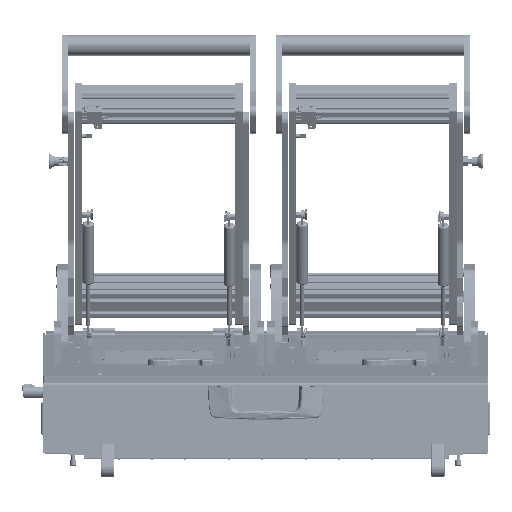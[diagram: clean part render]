
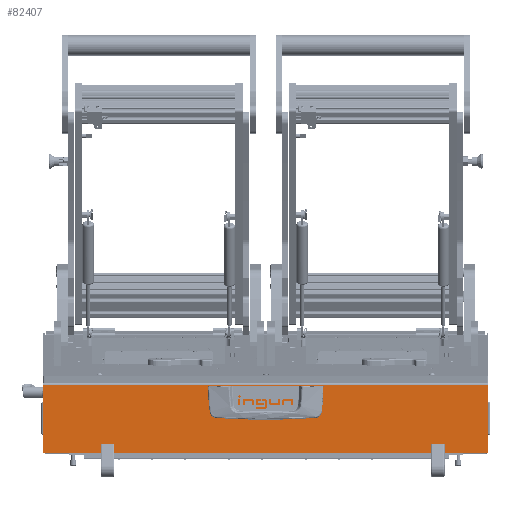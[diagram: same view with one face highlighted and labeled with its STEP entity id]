
A CAD part, top view. The second image highlights one B-rep face of the part: STEP entity #82407.
In plain terms, the highlighted face is planar.
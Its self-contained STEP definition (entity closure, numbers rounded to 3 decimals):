
#1532 = DIRECTION ( 'NONE',  ( -1., 0., 0. ) ) ;
#2417 = VERTEX_POINT ( 'NONE', #53058 ) ;
#7173 = VERTEX_POINT ( 'NONE', #83563 ) ;
#7333 = ORIENTED_EDGE ( 'NONE', *, *, #104010, .F. ) ;
#9253 = FACE_BOUND ( 'NONE', #101844, .T. ) ;
#11429 = CARTESIAN_POINT ( 'NONE',  ( -2., -2., 2. ) ) ;
#14660 = EDGE_CURVE ( 'NONE', #80039, #136907, #106934, .T. ) ;
#16761 = CARTESIAN_POINT ( 'NONE',  ( -2., 612., 93.86 ) ) ;
#18371 = DIRECTION ( 'NONE',  ( 0., 0., -1. ) ) ;
#20052 = DIRECTION ( 'NONE',  ( -1., 0., 0. ) ) ;
#25020 = LINE ( 'NONE', #16761, #54688 ) ;
#26339 = DIRECTION ( 'NONE',  ( 0., 1., 0. ) ) ;
#26829 = EDGE_CURVE ( 'NONE', #136907, #80039, #27603, .T. ) ;
#27603 = CIRCLE ( 'NONE', #43797, 3. ) ;
#31333 = DIRECTION ( 'NONE',  ( 0., 0., -1. ) ) ;
#33070 = EDGE_CURVE ( 'NONE', #2417, #96564, #80082, .T. ) ;
#34747 = AXIS2_PLACEMENT_3D ( 'NONE', #115414, #1532, #127000 ) ;
#37981 = EDGE_CURVE ( 'NONE', #62147, #96564, #70021, .T. ) ;
#38181 = EDGE_CURVE ( 'NONE', #122705, #55098, #64113, .T. ) ;
#38468 = VECTOR ( 'NONE', #31333, 1000. ) ;
#38515 = DIRECTION ( 'NONE',  ( 0., 1., 0. ) ) ;
#40269 = CIRCLE ( 'NONE', #111991, 3. ) ;
#43797 = AXIS2_PLACEMENT_3D ( 'NONE', #63571, #141014, #153744 ) ;
#45081 = CARTESIAN_POINT ( 'NONE',  ( -2., -4., 93.86 ) ) ;
#46722 = DIRECTION ( 'NONE',  ( 0., 1., 0. ) ) ;
#47240 = CARTESIAN_POINT ( 'NONE',  ( -2., 612., 2. ) ) ;
#53058 = CARTESIAN_POINT ( 'NONE',  ( -2., -2., 0. ) ) ;
#54688 = VECTOR ( 'NONE', #18371, 1000. ) ;
#55098 = VERTEX_POINT ( 'NONE', #125182 ) ;
#59094 = CARTESIAN_POINT ( 'NONE',  ( -2., 356., 73.7 ) ) ;
#59463 = CARTESIAN_POINT ( 'NONE',  ( -2., 362., 73.7 ) ) ;
#62147 = VERTEX_POINT ( 'NONE', #93012 ) ;
#63571 = CARTESIAN_POINT ( 'NONE',  ( -2., 359., 73.7 ) ) ;
#63660 = CARTESIAN_POINT ( 'NONE',  ( -2., -4., 2. ) ) ;
#64113 = CIRCLE ( 'NONE', #136903, 2. ) ;
#70021 = LINE ( 'NONE', #45081, #38468 ) ;
#71399 = DIRECTION ( 'NONE',  ( -1., 0., 0. ) ) ;
#72456 = ORIENTED_EDGE ( 'NONE', *, *, #104423, .F. ) ;
#72518 = PLANE ( 'NONE',  #148719 ) ;
#74911 = VECTOR ( 'NONE', #101097, 1000. ) ;
#76090 = VERTEX_POINT ( 'NONE', #132307 ) ;
#78394 = EDGE_LOOP ( 'NONE', ( #151291, #7333 ) ) ;
#80039 = VERTEX_POINT ( 'NONE', #59094 ) ;
#80082 = CIRCLE ( 'NONE', #155383, 2. ) ;
#82407 = ADVANCED_FACE ( 'NONE', ( #127871, #9253, #94248 ), #72518, .F. ) ;
#83563 = CARTESIAN_POINT ( 'NONE',  ( -2., 246., 73.7 ) ) ;
#83930 = EDGE_LOOP ( 'NONE', ( #72456, #147027, #132180, #100260, #145448, #147425 ) ) ;
#84821 = DIRECTION ( 'NONE',  ( -1., 0., 0. ) ) ;
#85803 = CARTESIAN_POINT ( 'NONE',  ( -2., -4., 93.86 ) ) ;
#86719 = CARTESIAN_POINT ( 'NONE',  ( -2., 612., 93.86 ) ) ;
#89090 = DIRECTION ( 'NONE',  ( 0., 1., 0. ) ) ;
#93012 = CARTESIAN_POINT ( 'NONE',  ( -2., -4., 93.86 ) ) ;
#94248 = FACE_OUTER_BOUND ( 'NONE', #83930, .T. ) ;
#94764 = LINE ( 'NONE', #125433, #74911 ) ;
#95773 = CARTESIAN_POINT ( 'NONE',  ( -2., 359., 73.7 ) ) ;
#96294 = CARTESIAN_POINT ( 'NONE',  ( -2., 249., 73.7 ) ) ;
#96564 = VERTEX_POINT ( 'NONE', #63660 ) ;
#100135 = DIRECTION ( 'NONE',  ( 1., 0., 0. ) ) ;
#100260 = ORIENTED_EDGE ( 'NONE', *, *, #106400, .T. ) ;
#101097 = DIRECTION ( 'NONE',  ( 0., 1., 0. ) ) ;
#101844 = EDGE_LOOP ( 'NONE', ( #152532, #156828 ) ) ;
#103626 = CIRCLE ( 'NONE', #34747, 3. ) ;
#104010 = EDGE_CURVE ( 'NONE', #76090, #7173, #103626, .T. ) ;
#104423 = EDGE_CURVE ( 'NONE', #2417, #55098, #141125, .T. ) ;
#104547 = AXIS2_PLACEMENT_3D ( 'NONE', #95773, #20052, #108524 ) ;
#106400 = EDGE_CURVE ( 'NONE', #62147, #130438, #94764, .T. ) ;
#106934 = CIRCLE ( 'NONE', #104547, 3. ) ;
#108524 = DIRECTION ( 'NONE',  ( 0., -1., 0. ) ) ;
#111991 = AXIS2_PLACEMENT_3D ( 'NONE', #96294, #71399, #147173 ) ;
#113662 = CARTESIAN_POINT ( 'NONE',  ( -2., -4., 0. ) ) ;
#115414 = CARTESIAN_POINT ( 'NONE',  ( -2., 249., 73.7 ) ) ;
#122368 = CARTESIAN_POINT ( 'NONE',  ( -2., 610., 2. ) ) ;
#122705 = VERTEX_POINT ( 'NONE', #47240 ) ;
#124649 = EDGE_CURVE ( 'NONE', #130438, #122705, #25020, .T. ) ;
#125182 = CARTESIAN_POINT ( 'NONE',  ( -2., 610., 0. ) ) ;
#125433 = CARTESIAN_POINT ( 'NONE',  ( -2., -4., 93.86 ) ) ;
#126923 = DIRECTION ( 'NONE',  ( -1., 0., 0. ) ) ;
#127000 = DIRECTION ( 'NONE',  ( 0., 1., 0. ) ) ;
#127871 = FACE_BOUND ( 'NONE', #78394, .T. ) ;
#130438 = VERTEX_POINT ( 'NONE', #86719 ) ;
#132180 = ORIENTED_EDGE ( 'NONE', *, *, #37981, .F. ) ;
#132307 = CARTESIAN_POINT ( 'NONE',  ( -2., 252., 73.7 ) ) ;
#136903 = AXIS2_PLACEMENT_3D ( 'NONE', #122368, #84821, #46722 ) ;
#136907 = VERTEX_POINT ( 'NONE', #59463 ) ;
#141014 = DIRECTION ( 'NONE',  ( -1., 0., 0. ) ) ;
#141125 = LINE ( 'NONE', #113662, #150947 ) ;
#145448 = ORIENTED_EDGE ( 'NONE', *, *, #124649, .T. ) ;
#147027 = ORIENTED_EDGE ( 'NONE', *, *, #33070, .T. ) ;
#147173 = DIRECTION ( 'NONE',  ( 0., 1., 0. ) ) ;
#147425 = ORIENTED_EDGE ( 'NONE', *, *, #38181, .T. ) ;
#148719 = AXIS2_PLACEMENT_3D ( 'NONE', #85803, #100135, #89090 ) ;
#150947 = VECTOR ( 'NONE', #26339, 1000. ) ;
#151291 = ORIENTED_EDGE ( 'NONE', *, *, #161312, .F. ) ;
#152532 = ORIENTED_EDGE ( 'NONE', *, *, #14660, .F. ) ;
#153744 = DIRECTION ( 'NONE',  ( 0., -1., 0. ) ) ;
#155383 = AXIS2_PLACEMENT_3D ( 'NONE', #11429, #126923, #38515 ) ;
#156828 = ORIENTED_EDGE ( 'NONE', *, *, #26829, .F. ) ;
#161312 = EDGE_CURVE ( 'NONE', #7173, #76090, #40269, .T. ) ;
